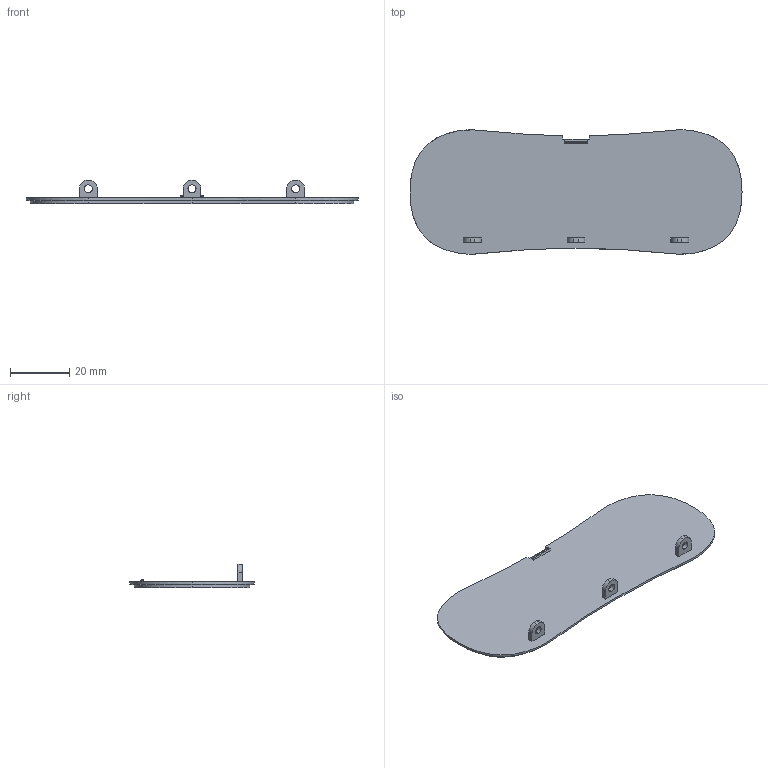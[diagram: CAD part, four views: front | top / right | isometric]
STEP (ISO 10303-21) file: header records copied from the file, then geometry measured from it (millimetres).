
FILE_DESCRIPTION (( 'STEP AP214' ), '1' );
FILE_NAME ('front-bezel.STEP', '2018-12-17T10:59:55', ( '' ), ( '' ), 'SwSTEP 2.0', 'SolidWorks 2018', '' );
FILE_SCHEMA (( 'AUTOMOTIVE_DESIGN' ));
Length unit declared in the file: millimetre
Products named in the file (1): front-bezel
Bounding box: 112 x 42 x 8 mm (x, y, z)
Volume: 8080.4 mm3; surface area: 9128.2 mm2
Topology: 1 solids, 1 shells, 66 faces, 164 edges, 104 vertices
Faces by surface type: bspline 26, plane 24, cylinder 16
Entity records: 4021 total; most frequent: CARTESIAN_POINT 2520, ORIENTED_EDGE 328, DIRECTION 220, EDGE_CURVE 164, VERTEX_POINT 104, LINE 90, VECTOR 90, EDGE_LOOP 76
